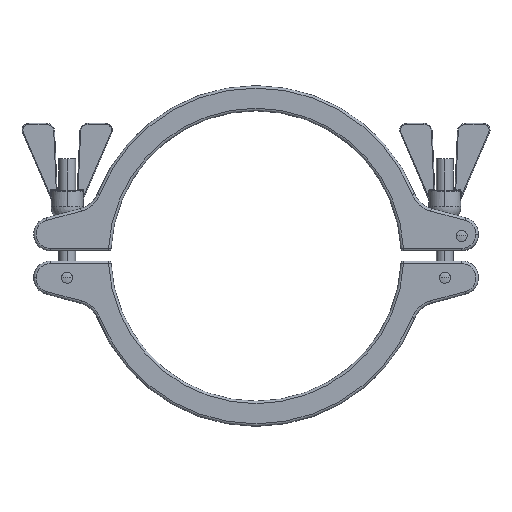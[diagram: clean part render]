
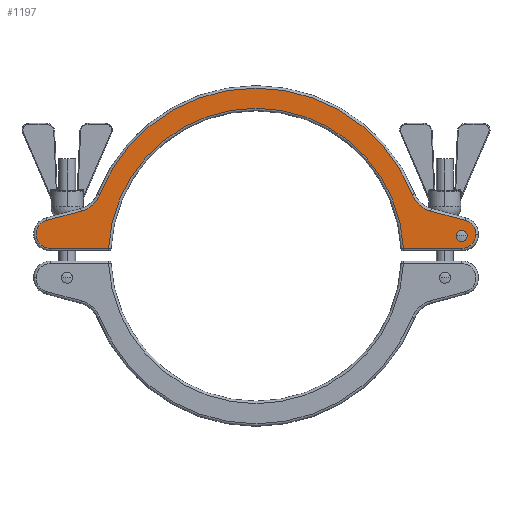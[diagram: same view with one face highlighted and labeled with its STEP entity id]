
A CAD part, top view. The second image highlights one B-rep face of the part: STEP entity #1197.
In plain terms, the highlighted planar face has unit normal (0, 0, 1).
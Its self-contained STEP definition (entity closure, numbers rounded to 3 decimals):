
#2 = CARTESIAN_POINT ( 'NONE',  ( 122.5, 12., 12. ) ) ;
#15 = VERTEX_POINT ( 'NONE', #15486 ) ;
#165 = DIRECTION ( 'NONE',  ( -0.966, 0.259, 0. ) ) ;
#519 = ORIENTED_EDGE ( 'NONE', *, *, #11176, .T. ) ;
#684 = DIRECTION ( 'NONE',  ( 0., 0., 1. ) ) ;
#711 = AXIS2_PLACEMENT_3D ( 'NONE', #5020, #684, #16156 ) ;
#850 = DIRECTION ( 'NONE',  ( 0., 0., 1. ) ) ;
#1191 = EDGE_CURVE ( 'NONE', #1227, #2811, #7786, .T. ) ;
#1197 = ADVANCED_FACE ( 'NONE', ( #2312, #3626 ), #10626, .T. ) ;
#1227 = VERTEX_POINT ( 'NONE', #9334 ) ;
#1337 = EDGE_CURVE ( 'NONE', #12408, #7589, #5520, .T. ) ;
#1579 = EDGE_LOOP ( 'NONE', ( #4673, #519, #13853, #15903, #12320, #8444, #12203, #12297, #7580, #14067, #16736 ) ) ;
#1864 = VECTOR ( 'NONE', #3080, 1000. ) ;
#1878 = CARTESIAN_POINT ( 'NONE',  ( 104.139, 26.72, 12. ) ) ;
#1949 = DIRECTION ( 'NONE',  ( 0., 0., -1. ) ) ;
#1993 = EDGE_LOOP ( 'NONE', ( #8670, #7611 ) ) ;
#1995 = EDGE_CURVE ( 'NONE', #2811, #2831, #17749, .T. ) ;
#2083 = AXIS2_PLACEMENT_3D ( 'NONE', #6434, #16360, #5043 ) ;
#2126 = CARTESIAN_POINT ( 'NONE',  ( 108.409, 42.657, 12. ) ) ;
#2237 = CARTESIAN_POINT ( 'NONE',  ( 124.7, 21.21, 12. ) ) ;
#2312 = FACE_OUTER_BOUND ( 'NONE', #1579, .T. ) ;
#2674 = CIRCLE ( 'NONE', #3843, 16.5 ) ;
#2811 = VERTEX_POINT ( 'NONE', #8789 ) ;
#2831 = VERTEX_POINT ( 'NONE', #14042 ) ;
#3027 = LINE ( 'NONE', #4320, #6563 ) ;
#3080 = DIRECTION ( 'NONE',  ( -0.966, -0.259, 0. ) ) ;
#3256 = DIRECTION ( 'NONE',  ( 0., 0., 1. ) ) ;
#3404 = VERTEX_POINT ( 'NONE', #10195 ) ;
#3626 = FACE_BOUND ( 'NONE', #1993, .T. ) ;
#3733 = VERTEX_POINT ( 'NONE', #15304 ) ;
#3814 = CARTESIAN_POINT ( 'NONE',  ( -108.409, 42.657, 12. ) ) ;
#3843 = AXIS2_PLACEMENT_3D ( 'NONE', #2126, #1949, #10530 ) ;
#3908 = DIRECTION ( 'NONE',  ( 0., 0., -1. ) ) ;
#4320 = CARTESIAN_POINT ( 'NONE',  ( -86.448, 4.5, 12. ) ) ;
#4673 = ORIENTED_EDGE ( 'NONE', *, *, #12090, .T. ) ;
#4719 = DIRECTION ( 'NONE',  ( 1., 0., 0. ) ) ;
#4760 = CARTESIAN_POINT ( 'NONE',  ( 122.5, 12., 12. ) ) ;
#4790 = EDGE_CURVE ( 'NONE', #8924, #12667, #16476, .T. ) ;
#5020 = CARTESIAN_POINT ( 'NONE',  ( 122.5, 13., 12. ) ) ;
#5043 = DIRECTION ( 'NONE',  ( 1., 0., 0. ) ) ;
#5097 = DIRECTION ( 'NONE',  ( 1., 0., 0. ) ) ;
#5120 = EDGE_CURVE ( 'NONE', #2831, #12408, #8560, .T. ) ;
#5207 = EDGE_CURVE ( 'NONE', #7589, #3404, #2674, .T. ) ;
#5520 = LINE ( 'NONE', #1878, #16028 ) ;
#5543 = CARTESIAN_POINT ( 'NONE',  ( -93.055, 36.616, 12. ) ) ;
#5635 = DIRECTION ( 'NONE',  ( 1., 0., 0. ) ) ;
#5777 = DIRECTION ( 'NONE',  ( 1., 0., 0. ) ) ;
#5844 = CARTESIAN_POINT ( 'NONE',  ( -104.139, 26.72, 12. ) ) ;
#5945 = EDGE_CURVE ( 'NONE', #12667, #8924, #9415, .T. ) ;
#6180 = AXIS2_PLACEMENT_3D ( 'NONE', #6473, #10603, #4719 ) ;
#6315 = LINE ( 'NONE', #8794, #1864 ) ;
#6434 = CARTESIAN_POINT ( 'NONE',  ( 0., 0., 12. ) ) ;
#6473 = CARTESIAN_POINT ( 'NONE',  ( -122.5, 13., 12. ) ) ;
#6563 = VECTOR ( 'NONE', #15632, 1000. ) ;
#6597 = VERTEX_POINT ( 'NONE', #5844 ) ;
#6679 = EDGE_CURVE ( 'NONE', #12661, #15, #7649, .T. ) ;
#6728 = CARTESIAN_POINT ( 'NONE',  ( 0., 0., 12. ) ) ;
#7580 = ORIENTED_EDGE ( 'NONE', *, *, #12323, .T. ) ;
#7589 = VERTEX_POINT ( 'NONE', #9133 ) ;
#7611 = ORIENTED_EDGE ( 'NONE', *, *, #5945, .F. ) ;
#7649 = CIRCLE ( 'NONE', #6180, 8.5 ) ;
#7786 = LINE ( 'NONE', #17606, #11883 ) ;
#7805 = DIRECTION ( 'NONE',  ( 0., 0., 1. ) ) ;
#7819 = AXIS2_PLACEMENT_3D ( 'NONE', #6728, #9904, #5777 ) ;
#7987 = DIRECTION ( 'NONE',  ( 1., 0., 0. ) ) ;
#8444 = ORIENTED_EDGE ( 'NONE', *, *, #1337, .T. ) ;
#8560 = CIRCLE ( 'NONE', #10908, 8.5 ) ;
#8670 = ORIENTED_EDGE ( 'NONE', *, *, #4790, .F. ) ;
#8789 = CARTESIAN_POINT ( 'NONE',  ( 122.5, 4.5, 12. ) ) ;
#8794 = CARTESIAN_POINT ( 'NONE',  ( -124.7, 21.21, 12. ) ) ;
#8924 = VERTEX_POINT ( 'NONE', #9530 ) ;
#9133 = CARTESIAN_POINT ( 'NONE',  ( 104.139, 26.72, 12. ) ) ;
#9166 = DIRECTION ( 'NONE',  ( 1., 0., 0. ) ) ;
#9334 = CARTESIAN_POINT ( 'NONE',  ( 87.885, 4.5, 12. ) ) ;
#9415 = CIRCLE ( 'NONE', #13528, 3.3 ) ;
#9530 = CARTESIAN_POINT ( 'NONE',  ( 119.2, 12., 12. ) ) ;
#9904 = DIRECTION ( 'NONE',  ( 0., 0., 1. ) ) ;
#10074 = CARTESIAN_POINT ( 'NONE',  ( 125.8, 12., 12. ) ) ;
#10195 = CARTESIAN_POINT ( 'NONE',  ( 93.055, 36.616, 12. ) ) ;
#10440 = CARTESIAN_POINT ( 'NONE',  ( -124.7, 21.21, 12. ) ) ;
#10530 = DIRECTION ( 'NONE',  ( 1., 0., 0. ) ) ;
#10603 = DIRECTION ( 'NONE',  ( 0., 0., 1. ) ) ;
#10626 = PLANE ( 'NONE',  #16854 ) ;
#10908 = AXIS2_PLACEMENT_3D ( 'NONE', #13027, #3256, #14219 ) ;
#11176 = EDGE_CURVE ( 'NONE', #3733, #1227, #16503, .T. ) ;
#11883 = VECTOR ( 'NONE', #5097, 1000. ) ;
#12090 = EDGE_CURVE ( 'NONE', #15, #3733, #3027, .T. ) ;
#12203 = ORIENTED_EDGE ( 'NONE', *, *, #5207, .T. ) ;
#12297 = ORIENTED_EDGE ( 'NONE', *, *, #14994, .T. ) ;
#12320 = ORIENTED_EDGE ( 'NONE', *, *, #5120, .T. ) ;
#12323 = EDGE_CURVE ( 'NONE', #17455, #6597, #17706, .T. ) ;
#12408 = VERTEX_POINT ( 'NONE', #2237 ) ;
#12661 = VERTEX_POINT ( 'NONE', #10440 ) ;
#12667 = VERTEX_POINT ( 'NONE', #10074 ) ;
#13027 = CARTESIAN_POINT ( 'NONE',  ( 122.5, 13., 12. ) ) ;
#13528 = AXIS2_PLACEMENT_3D ( 'NONE', #2, #14348, #5635 ) ;
#13608 = AXIS2_PLACEMENT_3D ( 'NONE', #3814, #3908, #9166 ) ;
#13853 = ORIENTED_EDGE ( 'NONE', *, *, #1191, .T. ) ;
#14042 = CARTESIAN_POINT ( 'NONE',  ( 131., 13., 12. ) ) ;
#14067 = ORIENTED_EDGE ( 'NONE', *, *, #14104, .T. ) ;
#14104 = EDGE_CURVE ( 'NONE', #6597, #12661, #6315, .T. ) ;
#14219 = DIRECTION ( 'NONE',  ( 1., 0., 0. ) ) ;
#14348 = DIRECTION ( 'NONE',  ( 0., 0., 1. ) ) ;
#14427 = AXIS2_PLACEMENT_3D ( 'NONE', #4760, #7805, #7987 ) ;
#14843 = CARTESIAN_POINT ( 'NONE',  ( 0., 0., 12. ) ) ;
#14994 = EDGE_CURVE ( 'NONE', #3404, #17455, #17202, .T. ) ;
#15304 = CARTESIAN_POINT ( 'NONE',  ( -87.885, 4.5, 12. ) ) ;
#15486 = CARTESIAN_POINT ( 'NONE',  ( -122.5, 4.5, 12. ) ) ;
#15632 = DIRECTION ( 'NONE',  ( 1., 0., 0. ) ) ;
#15903 = ORIENTED_EDGE ( 'NONE', *, *, #1995, .T. ) ;
#16028 = VECTOR ( 'NONE', #165, 1000. ) ;
#16156 = DIRECTION ( 'NONE',  ( 1., 0., 0. ) ) ;
#16324 = DIRECTION ( 'NONE',  ( 1., 0., 0. ) ) ;
#16360 = DIRECTION ( 'NONE',  ( 0., 0., -1. ) ) ;
#16476 = CIRCLE ( 'NONE', #14427, 3.3 ) ;
#16503 = CIRCLE ( 'NONE', #2083, 88. ) ;
#16736 = ORIENTED_EDGE ( 'NONE', *, *, #6679, .T. ) ;
#16854 = AXIS2_PLACEMENT_3D ( 'NONE', #14843, #850, #16324 ) ;
#17202 = CIRCLE ( 'NONE', #7819, 100. ) ;
#17455 = VERTEX_POINT ( 'NONE', #5543 ) ;
#17606 = CARTESIAN_POINT ( 'NONE',  ( 122.5, 4.5, 12. ) ) ;
#17706 = CIRCLE ( 'NONE', #13608, 16.5 ) ;
#17749 = CIRCLE ( 'NONE', #711, 8.5 ) ;
